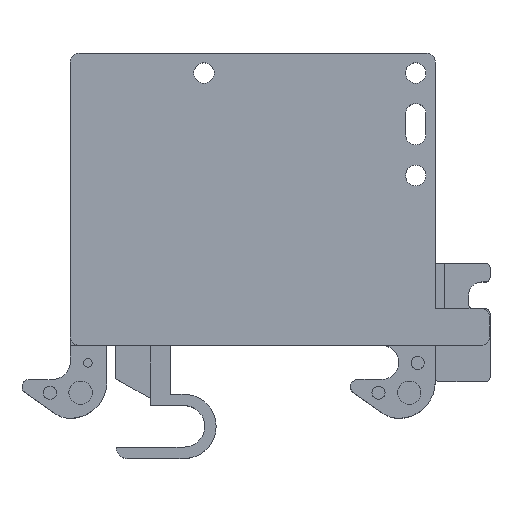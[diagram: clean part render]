
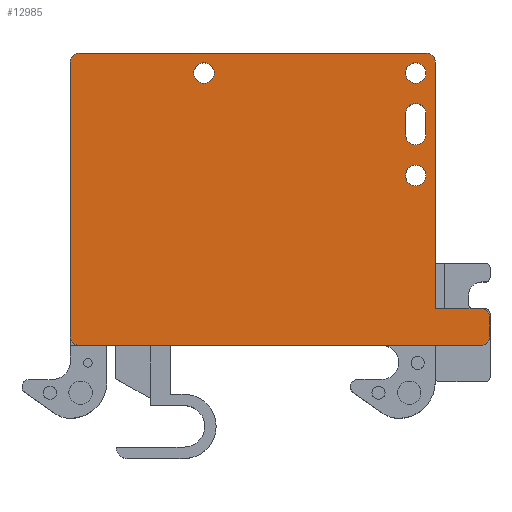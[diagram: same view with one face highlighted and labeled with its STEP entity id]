
A CAD part, top view. The second image highlights one B-rep face of the part: STEP entity #12985.
In plain terms, the highlighted face is planar.
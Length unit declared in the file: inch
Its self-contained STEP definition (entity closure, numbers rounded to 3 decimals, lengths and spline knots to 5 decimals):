
#10163=CARTESIAN_POINT('',(-2.366,1.866,-0.125));
#10164=DIRECTION('',(0.,0.,1.));
#10165=DIRECTION('',(1.,0.,0.));
#10166=AXIS2_PLACEMENT_3D('',#10163,#10164,#10165);
#10171=CARTESIAN_POINT('',(-2.366,1.866,-0.125));
#10172=DIRECTION('',(0.,0.,1.));
#10173=DIRECTION('',(-1.,0.,0.));
#10174=AXIS2_PLACEMENT_3D('',#10171,#10172,#10173);
#10179=CARTESIAN_POINT('',(-2.366,1.164,-0.125));
#10180=DIRECTION('',(0.,0.,1.));
#10181=DIRECTION('',(1.,0.,0.));
#10182=AXIS2_PLACEMENT_3D('',#10179,#10180,#10181);
#10187=CARTESIAN_POINT('',(-2.366,1.164,-0.125));
#10188=DIRECTION('',(0.,0.,1.));
#10189=DIRECTION('',(-1.,0.,0.));
#10190=AXIS2_PLACEMENT_3D('',#10187,#10188,#10189);
#10195=DIRECTION('',(0.,1.,0.));
#10196=VECTOR('',#10195,1.69);
#10197=CARTESIAN_POINT('',(-2.5,0.25,-0.125));
#10198=LINE('',#10197,#10196);
#10202=DIRECTION('',(1.,0.,0.));
#10203=VECTOR('',#10202,0.315);
#10204=CARTESIAN_POINT('',(-2.815,0.25,-0.125));
#10205=LINE('',#10204,#10203);
#10209=DIRECTION('',(0.,1.,0.));
#10210=VECTOR('',#10209,0.13);
#10211=CARTESIAN_POINT('',(-2.875,0.06,-0.125));
#10212=LINE('',#10211,#10210);
#10216=DIRECTION('',(-1.,0.,0.));
#10217=VECTOR('',#10216,2.755);
#10218=CARTESIAN_POINT('',(-0.06,0.,-0.125));
#10219=LINE('',#10218,#10217);
#10223=DIRECTION('',(0.,-1.,0.));
#10224=VECTOR('',#10223,1.88);
#10225=CARTESIAN_POINT('',(0.,1.94,-0.125));
#10226=LINE('',#10225,#10224);
#10230=DIRECTION('',(1.,0.,0.));
#10231=VECTOR('',#10230,2.38);
#10232=CARTESIAN_POINT('',(-2.44,2.,-0.125));
#10233=LINE('',#10232,#10231);
#10237=CARTESIAN_POINT('',(-0.915,1.866,-0.125));
#10238=DIRECTION('',(0.,0.,1.));
#10239=DIRECTION('',(1.,0.,0.));
#10240=AXIS2_PLACEMENT_3D('',#10237,#10238,#10239);
#10245=CARTESIAN_POINT('',(-0.915,1.866,-0.125));
#10246=DIRECTION('',(0.,0.,1.));
#10247=DIRECTION('',(-1.,0.,0.));
#10248=AXIS2_PLACEMENT_3D('',#10245,#10246,#10247);
#10253=CARTESIAN_POINT('',(-2.366,1.586,-0.125));
#10254=DIRECTION('',(0.,0.,1.));
#10255=DIRECTION('',(1.,0.,0.));
#10256=AXIS2_PLACEMENT_3D('',#10253,#10254,#10255);
#10261=DIRECTION('',(0.,1.,0.));
#10262=VECTOR('',#10261,0.141);
#10263=CARTESIAN_POINT('',(-2.2955,1.445,-0.125));
#10264=LINE('',#10263,#10262);
#10268=CARTESIAN_POINT('',(-2.366,1.445,-0.125));
#10269=DIRECTION('',(0.,0.,1.));
#10270=DIRECTION('',(-1.,0.,0.));
#10271=AXIS2_PLACEMENT_3D('',#10268,#10269,#10270);
#10276=DIRECTION('',(0.,-1.,0.));
#10277=VECTOR('',#10276,0.141);
#10278=CARTESIAN_POINT('',(-2.4365,1.586,-0.125));
#10279=LINE('',#10278,#10277);
#10311=CARTESIAN_POINT('',(-2.44,1.94,-0.125));
#10312=DIRECTION('',(0.,0.,-1.));
#10313=DIRECTION('',(-1.,0.,0.));
#10314=AXIS2_PLACEMENT_3D('',#10311,#10312,#10313);
#10348=CARTESIAN_POINT('',(-2.815,0.19,-0.125));
#10349=DIRECTION('',(0.,0.,-1.));
#10350=DIRECTION('',(-1.,0.,0.));
#10351=AXIS2_PLACEMENT_3D('',#10348,#10349,#10350);
#10378=CARTESIAN_POINT('',(-2.815,0.06,-0.125));
#10379=DIRECTION('',(0.,0.,-1.));
#10380=DIRECTION('',(0.,-1.,0.));
#10381=AXIS2_PLACEMENT_3D('',#10378,#10379,#10380);
#10732=CARTESIAN_POINT('',(-0.06,0.06,-0.125));
#10733=DIRECTION('',(0.,0.,-1.));
#10734=DIRECTION('',(1.,0.,0.));
#10735=AXIS2_PLACEMENT_3D('',#10732,#10733,#10734);
#10762=CARTESIAN_POINT('',(-0.06,1.94,-0.125));
#10763=DIRECTION('',(0.,0.,-1.));
#10764=DIRECTION('',(0.,1.,0.));
#10765=AXIS2_PLACEMENT_3D('',#10762,#10763,#10764);
#11185=CARTESIAN_POINT('',(-2.5,0.25,-0.125));
#11187=VERTEX_POINT('',#11185);
#11188=CARTESIAN_POINT('',(-2.2955,1.866,-0.125));
#11189=CARTESIAN_POINT('',(-2.4365,1.866,-0.125));
#11190=VERTEX_POINT('',#11188);
#11191=VERTEX_POINT('',#11189);
#11192=CARTESIAN_POINT('',(-2.2955,1.164,-0.125));
#11193=CARTESIAN_POINT('',(-2.4365,1.164,-0.125));
#11194=VERTEX_POINT('',#11192);
#11195=VERTEX_POINT('',#11193);
#11224=CARTESIAN_POINT('',(-2.5,1.94,-0.125));
#11226=VERTEX_POINT('',#11224);
#11228=CARTESIAN_POINT('',(-2.44,2.,-0.125));
#11229=VERTEX_POINT('',#11228);
#11232=CARTESIAN_POINT('',(-2.875,0.19,-0.125));
#11234=VERTEX_POINT('',#11232);
#11236=CARTESIAN_POINT('',(-2.815,0.25,-0.125));
#11237=VERTEX_POINT('',#11236);
#11240=CARTESIAN_POINT('',(-2.815,0.,-0.125));
#11242=VERTEX_POINT('',#11240);
#11244=CARTESIAN_POINT('',(-2.875,0.06,-0.125));
#11245=VERTEX_POINT('',#11244);
#11248=CARTESIAN_POINT('',(0.,0.06,-0.125));
#11250=VERTEX_POINT('',#11248);
#11252=CARTESIAN_POINT('',(-0.06,0.,-0.125));
#11253=VERTEX_POINT('',#11252);
#11256=CARTESIAN_POINT('',(-0.06,2.,-0.125));
#11258=VERTEX_POINT('',#11256);
#11260=CARTESIAN_POINT('',(0.,1.94,-0.125));
#11261=VERTEX_POINT('',#11260);
#11390=CARTESIAN_POINT('',(-0.8445,1.866,-0.125));
#11391=CARTESIAN_POINT('',(-0.9855,1.866,-0.125));
#11392=VERTEX_POINT('',#11390);
#11393=VERTEX_POINT('',#11391);
#11614=CARTESIAN_POINT('',(-2.2955,1.586,-0.125));
#11615=CARTESIAN_POINT('',(-2.4365,1.586,-0.125));
#11616=VERTEX_POINT('',#11614);
#11617=VERTEX_POINT('',#11615);
#11618=CARTESIAN_POINT('',(-2.4365,1.445,-0.125));
#11619=VERTEX_POINT('',#11618);
#11620=CARTESIAN_POINT('',(-2.2955,1.445,-0.125));
#11621=VERTEX_POINT('',#11620);
#12929=CARTESIAN_POINT('',(0.,0.,-0.125));
#12930=DIRECTION('',(0.,0.,-1.));
#12931=DIRECTION('',(-1.,0.,0.));
#12932=AXIS2_PLACEMENT_3D('',#12929,#12930,#12931);
#12933=PLANE('',#12932);
#12935=ORIENTED_EDGE('',*,*,#12934,.F.);
#12937=ORIENTED_EDGE('',*,*,#12936,.F.);
#12939=ORIENTED_EDGE('',*,*,#12938,.F.);
#12941=ORIENTED_EDGE('',*,*,#12940,.F.);
#12943=ORIENTED_EDGE('',*,*,#12942,.F.);
#12945=ORIENTED_EDGE('',*,*,#12944,.F.);
#12947=ORIENTED_EDGE('',*,*,#12946,.F.);
#12949=ORIENTED_EDGE('',*,*,#12948,.F.);
#12951=ORIENTED_EDGE('',*,*,#12950,.F.);
#12953=ORIENTED_EDGE('',*,*,#12952,.F.);
#12955=ORIENTED_EDGE('',*,*,#12954,.F.);
#12956=EDGE_LOOP('',(#12935,#12937,#12939,#12941,#12943,#12945,#12947,#12949,
#12951,#12953,#12955));
#12957=FACE_OUTER_BOUND('',#12956,.F.);
#12959=ORIENTED_EDGE('',*,*,#12958,.F.);
#12961=ORIENTED_EDGE('',*,*,#12960,.F.);
#12962=EDGE_LOOP('',(#12959,#12961));
#12963=FACE_BOUND('',#12962,.F.);
#12964=ORIENTED_EDGE('',*,*,#12919,.F.);
#12966=ORIENTED_EDGE('',*,*,#12965,.F.);
#12967=EDGE_LOOP('',(#12964,#12966));
#12968=FACE_BOUND('',#12967,.F.);
#12970=ORIENTED_EDGE('',*,*,#12969,.F.);
#12972=ORIENTED_EDGE('',*,*,#12971,.F.);
#12973=EDGE_LOOP('',(#12970,#12972));
#12974=FACE_BOUND('',#12973,.F.);
#12976=ORIENTED_EDGE('',*,*,#12975,.F.);
#12978=ORIENTED_EDGE('',*,*,#12977,.F.);
#12980=ORIENTED_EDGE('',*,*,#12979,.F.);
#12982=ORIENTED_EDGE('',*,*,#12981,.F.);
#12983=EDGE_LOOP('',(#12976,#12978,#12980,#12982));
#12984=FACE_BOUND('',#12983,.F.);
#12985=ADVANCED_FACE('',(#12957,#12963,#12968,#12974,#12984),#12933,.T.);
#10167=CIRCLE('',#10166,0.0705);
#10175=CIRCLE('',#10174,0.0705);
#10183=CIRCLE('',#10182,0.0705);
#10191=CIRCLE('',#10190,0.0705);
#10241=CIRCLE('',#10240,0.0705);
#10249=CIRCLE('',#10248,0.0705);
#10257=CIRCLE('',#10256,0.0705);
#10272=CIRCLE('',#10271,0.0705);
#10315=CIRCLE('',#10314,0.06);
#10352=CIRCLE('',#10351,0.06);
#10382=CIRCLE('',#10381,0.06);
#10736=CIRCLE('',#10735,0.06);
#10766=CIRCLE('',#10765,0.06);
#12919=EDGE_CURVE('',#11190,#11191,#10167,.T.);
#12934=EDGE_CURVE('',#11226,#11229,#10315,.T.);
#12936=EDGE_CURVE('',#11187,#11226,#10198,.T.);
#12938=EDGE_CURVE('',#11237,#11187,#10205,.T.);
#12940=EDGE_CURVE('',#11234,#11237,#10352,.T.);
#12942=EDGE_CURVE('',#11245,#11234,#10212,.T.);
#12944=EDGE_CURVE('',#11242,#11245,#10382,.T.);
#12946=EDGE_CURVE('',#11253,#11242,#10219,.T.);
#12948=EDGE_CURVE('',#11250,#11253,#10736,.T.);
#12950=EDGE_CURVE('',#11261,#11250,#10226,.T.);
#12952=EDGE_CURVE('',#11258,#11261,#10766,.T.);
#12954=EDGE_CURVE('',#11229,#11258,#10233,.T.);
#12958=EDGE_CURVE('',#11194,#11195,#10183,.T.);
#12960=EDGE_CURVE('',#11195,#11194,#10191,.T.);
#12965=EDGE_CURVE('',#11191,#11190,#10175,.T.);
#12969=EDGE_CURVE('',#11392,#11393,#10241,.T.);
#12971=EDGE_CURVE('',#11393,#11392,#10249,.T.);
#12975=EDGE_CURVE('',#11616,#11617,#10257,.T.);
#12977=EDGE_CURVE('',#11621,#11616,#10264,.T.);
#12979=EDGE_CURVE('',#11619,#11621,#10272,.T.);
#12981=EDGE_CURVE('',#11617,#11619,#10279,.T.);
